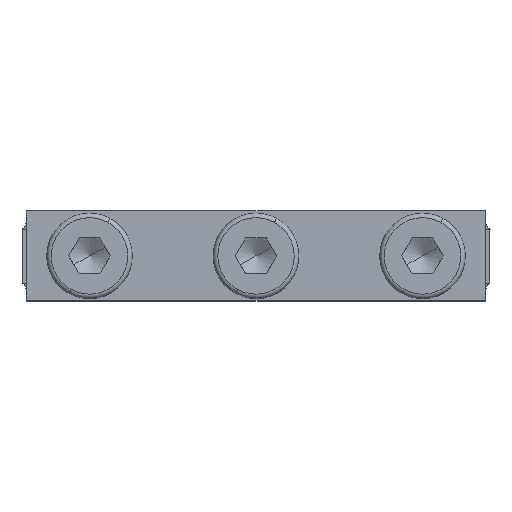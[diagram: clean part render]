
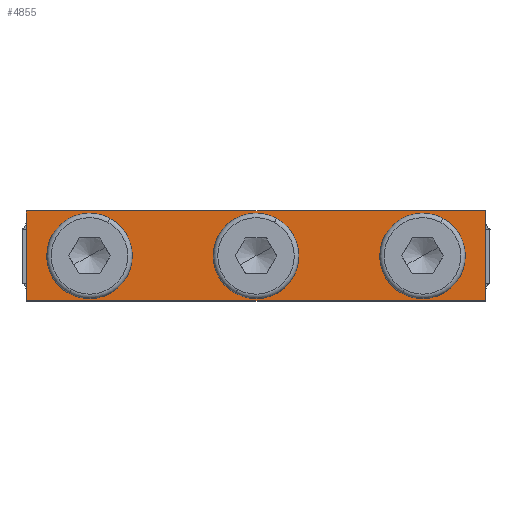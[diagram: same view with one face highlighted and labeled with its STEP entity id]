
A CAD part, top view. The second image highlights one B-rep face of the part: STEP entity #4855.
In plain terms, the highlighted planar face has unit normal (0, 0, 1).
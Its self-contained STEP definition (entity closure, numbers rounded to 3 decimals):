
#4729=AXIS2_PLACEMENT_3D('Circle Axis2P3D',#4727,#4728,$) ;
#4761=AXIS2_PLACEMENT_3D('Circle Axis2P3D',#4759,#4760,$) ;
#4779=AXIS2_PLACEMENT_3D('Plane Axis2P3D',#4776,#4777,#4778) ;
#4821=AXIS2_PLACEMENT_3D('Circle Axis2P3D',#4819,#4820,$) ;
#4830=AXIS2_PLACEMENT_3D('Circle Axis2P3D',#4828,#4829,$) ;
#4839=AXIS2_PLACEMENT_3D('Circle Axis2P3D',#4837,#4838,$) ;
#4848=AXIS2_PLACEMENT_3D('Circle Axis2P3D',#4846,#4847,$) ;
#4722=CARTESIAN_POINT('Vertex',(4.779,3.514,23.)) ;
#4727=CARTESIAN_POINT('Axis2P3D Location',(7.5,5.,23.)) ;
#4731=CARTESIAN_POINT('Vertex',(10.221,6.486,23.)) ;
#4759=CARTESIAN_POINT('Axis2P3D Location',(7.5,5.,23.)) ;
#4776=CARTESIAN_POINT('Axis2P3D Location',(0.5,5.,23.)) ;
#4781=CARTESIAN_POINT('Line Origine',(0.5,5.,23.)) ;
#4785=CARTESIAN_POINT('Vertex',(0.5,0.,23.)) ;
#4787=CARTESIAN_POINT('Vertex',(0.5,10.,23.)) ;
#4790=CARTESIAN_POINT('Line Origine',(26.,0.,23.)) ;
#4794=CARTESIAN_POINT('Vertex',(51.5,0.,23.)) ;
#4797=CARTESIAN_POINT('Line Origine',(51.5,5.,23.)) ;
#4801=CARTESIAN_POINT('Vertex',(51.5,10.,23.)) ;
#4804=CARTESIAN_POINT('Line Origine',(26.,10.,23.)) ;
#4819=CARTESIAN_POINT('Axis2P3D Location',(26.,5.,23.)) ;
#4823=CARTESIAN_POINT('Vertex',(23.279,3.514,23.)) ;
#4825=CARTESIAN_POINT('Vertex',(28.721,6.486,23.)) ;
#4828=CARTESIAN_POINT('Axis2P3D Location',(26.,5.,23.)) ;
#4837=CARTESIAN_POINT('Axis2P3D Location',(44.5,5.,23.)) ;
#4841=CARTESIAN_POINT('Vertex',(41.779,3.514,23.)) ;
#4843=CARTESIAN_POINT('Vertex',(47.221,6.486,23.)) ;
#4846=CARTESIAN_POINT('Axis2P3D Location',(44.5,5.,23.)) ;
#4728=DIRECTION('Axis2P3D Direction',(0.,0.,1.)) ;
#4760=DIRECTION('Axis2P3D Direction',(0.,0.,1.)) ;
#4777=DIRECTION('Axis2P3D Direction',(-0.,0.,1.)) ;
#4778=DIRECTION('Axis2P3D XDirection',(1.,0.,0.)) ;
#4782=DIRECTION('Vector Direction',(0.,1.,0.)) ;
#4791=DIRECTION('Vector Direction',(1.,0.,0.)) ;
#4798=DIRECTION('Vector Direction',(0.,1.,0.)) ;
#4805=DIRECTION('Vector Direction',(1.,0.,0.)) ;
#4820=DIRECTION('Axis2P3D Direction',(-0.,0.,1.)) ;
#4829=DIRECTION('Axis2P3D Direction',(-0.,0.,1.)) ;
#4838=DIRECTION('Axis2P3D Direction',(-0.,0.,1.)) ;
#4847=DIRECTION('Axis2P3D Direction',(-0.,0.,1.)) ;
#4783=VECTOR('Line Direction',#4782,1.) ;
#4792=VECTOR('Line Direction',#4791,1.) ;
#4799=VECTOR('Line Direction',#4798,1.) ;
#4806=VECTOR('Line Direction',#4805,1.) ;
#4810=ORIENTED_EDGE('',*,*,#4789,.F.) ;
#4811=ORIENTED_EDGE('',*,*,#4796,.T.) ;
#4812=ORIENTED_EDGE('',*,*,#4803,.T.) ;
#4813=ORIENTED_EDGE('',*,*,#4808,.F.) ;
#4816=ORIENTED_EDGE('',*,*,#4763,.F.) ;
#4817=ORIENTED_EDGE('',*,*,#4733,.F.) ;
#4834=ORIENTED_EDGE('',*,*,#4827,.F.) ;
#4835=ORIENTED_EDGE('',*,*,#4832,.F.) ;
#4852=ORIENTED_EDGE('',*,*,#4845,.F.) ;
#4853=ORIENTED_EDGE('',*,*,#4850,.F.) ;
#4818=FACE_BOUND('',#4815,.T.) ;
#4836=FACE_BOUND('',#4833,.T.) ;
#4854=FACE_BOUND('',#4851,.T.) ;
#4855=ADVANCED_FACE('QL',(#4814,#4818,#4836,#4854),#4780,.T.) ;
#4730=CIRCLE('generated circle',#4729,3.1) ;
#4762=CIRCLE('generated circle',#4761,3.1) ;
#4822=CIRCLE('generated circle',#4821,3.1) ;
#4831=CIRCLE('generated circle',#4830,3.1) ;
#4840=CIRCLE('generated circle',#4839,3.1) ;
#4849=CIRCLE('generated circle',#4848,3.1) ;
#4733=EDGE_CURVE('',#4723,#4732,#4730,.T.) ;
#4763=EDGE_CURVE('',#4732,#4723,#4762,.T.) ;
#4789=EDGE_CURVE('',#4786,#4788,#4784,.T.) ;
#4796=EDGE_CURVE('',#4786,#4795,#4793,.T.) ;
#4803=EDGE_CURVE('',#4795,#4802,#4800,.T.) ;
#4808=EDGE_CURVE('',#4788,#4802,#4807,.T.) ;
#4827=EDGE_CURVE('',#4824,#4826,#4822,.T.) ;
#4832=EDGE_CURVE('',#4826,#4824,#4831,.T.) ;
#4845=EDGE_CURVE('',#4842,#4844,#4840,.T.) ;
#4850=EDGE_CURVE('',#4844,#4842,#4849,.T.) ;
#4809=EDGE_LOOP('',(#4810,#4811,#4812,#4813)) ;
#4815=EDGE_LOOP('',(#4816,#4817)) ;
#4833=EDGE_LOOP('',(#4834,#4835)) ;
#4851=EDGE_LOOP('',(#4852,#4853)) ;
#4814=FACE_OUTER_BOUND('',#4809,.T.) ;
#4784=LINE('Line',#4781,#4783) ;
#4793=LINE('Line',#4790,#4792) ;
#4800=LINE('Line',#4797,#4799) ;
#4807=LINE('Line',#4804,#4806) ;
#4780=PLANE('',#4779) ;
#4723=VERTEX_POINT('',#4722) ;
#4732=VERTEX_POINT('',#4731) ;
#4786=VERTEX_POINT('',#4785) ;
#4788=VERTEX_POINT('',#4787) ;
#4795=VERTEX_POINT('',#4794) ;
#4802=VERTEX_POINT('',#4801) ;
#4824=VERTEX_POINT('',#4823) ;
#4826=VERTEX_POINT('',#4825) ;
#4842=VERTEX_POINT('',#4841) ;
#4844=VERTEX_POINT('',#4843) ;
